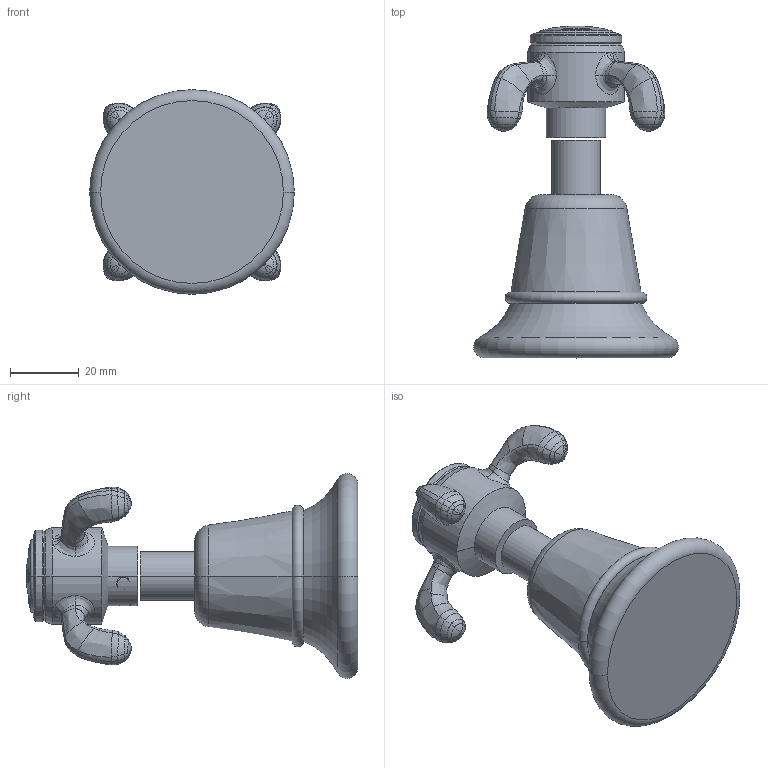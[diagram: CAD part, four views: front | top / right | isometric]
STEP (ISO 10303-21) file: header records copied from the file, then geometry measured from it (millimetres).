
FILE_DESCRIPTION((''),'2;1');
FILE_NAME('3-284H_WEB','2010-11-02T',('project'),(''),'PRO/ENGINEER BY PARAMETRIC TECHNOLOGY CORPORATION, 2009300','PRO/ENGINEER BY PARAMETRIC TECHNOLOGY CORPORATION, 2009300','');
FILE_SCHEMA(('CONFIG_CONTROL_DESIGN'));
Length unit declared in the file: inch
Products named in the file (1): 3-284H_WEB
Bounding box: 59.68 x 96.77 x 59.68 mm (x, y, z)
Surface area: 17971.3 mm2 (no closed solid volume)
Topology: 0 solids, 34 shells, 308 faces, 1054 edges, 749 vertices
Faces by surface type: bspline 224, sphere 27, plane 17, cylinder 15, cone 12, torus 10, extrusion 3
Entity records: 19428 total; most frequent: CARTESIAN_POINT 12383, ORIENTED_EDGE 1565, EDGE_CURVE 1028, DIRECTION 916, VERTEX_POINT 749, B_SPLINE_CURVE_WITH_KNOTS 620, AXIS2_PLACEMENT_3D 421, CIRCLE 340
